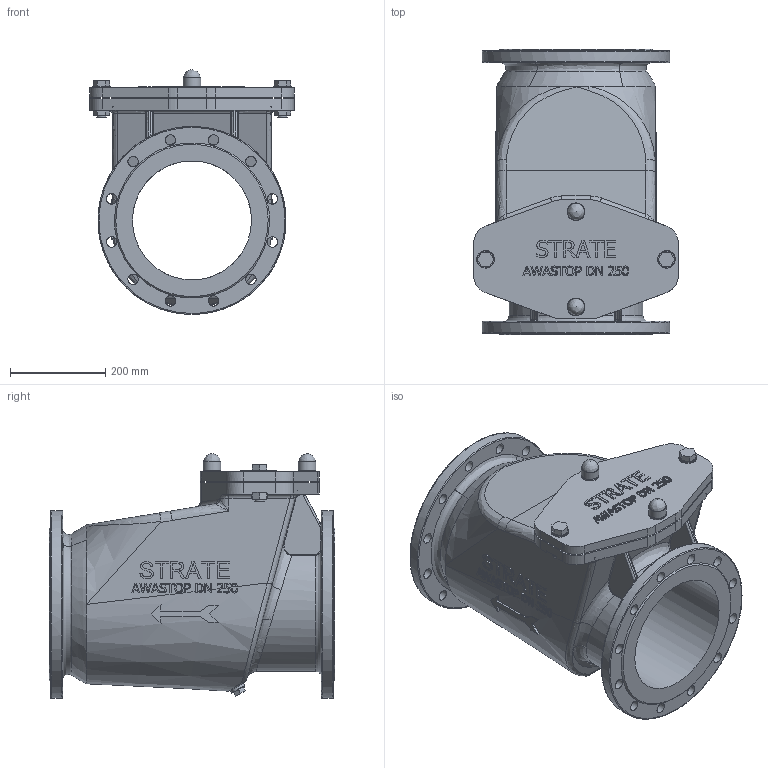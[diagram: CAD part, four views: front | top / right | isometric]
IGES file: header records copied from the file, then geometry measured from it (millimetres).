
Global section: file name: Awastop DN 250; native system: Autodesk Inventor 2018; preprocessor: unknown; author: A.Unrein; date: 20190816.121210; units: millimetre
Bounding box: 430 x 600 x 514.5 mm (x, y, z)
Volume: 36228587.1 mm3; surface area: 1732785.2 mm2
Topology: 1 solids, 1 shells, 1188 faces, 3488 edges, 2380 vertices
Faces by surface type: bspline 1188
